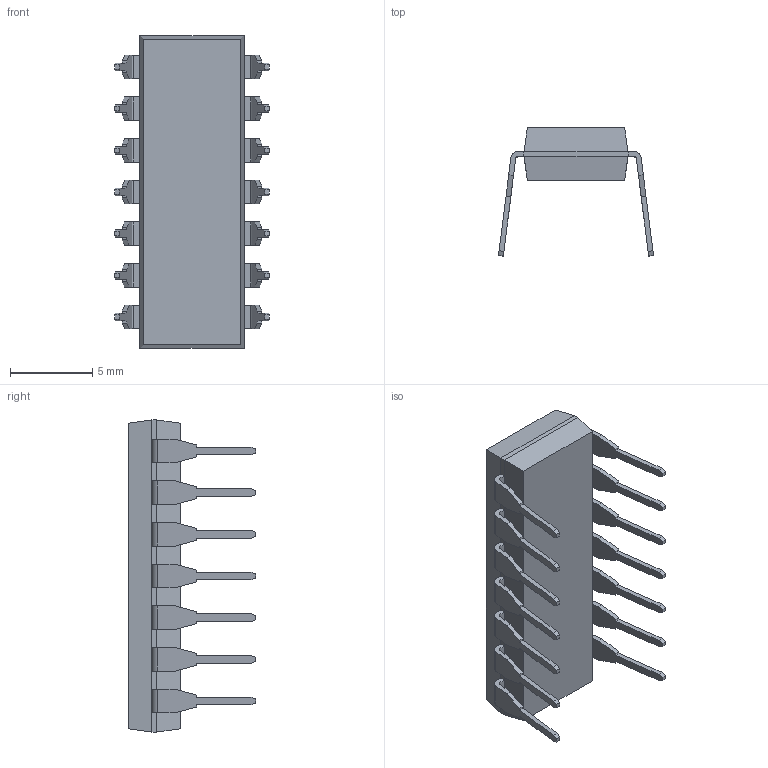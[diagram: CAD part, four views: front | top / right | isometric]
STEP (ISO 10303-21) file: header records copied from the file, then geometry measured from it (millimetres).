
FILE_DESCRIPTION (( 'STEP AP214' ), '1' );
FILE_NAME ('74HC74N,652.STEP', '2020-11-05T12:58:55', ( '' ), ( '' ), 'SwSTEP 2.0', 'SolidWorks 2017', '' );
FILE_SCHEMA (( 'AUTOMOTIVE_DESIGN' ));
Length unit declared in the file: millimetre
Products named in the file (1): 74HC74N,652
Bounding box: 9.44 x 7.8 x 19.02 mm (x, y, z)
Volume: 394.1 mm3; surface area: 605.4 mm2
Topology: 15 solids, 15 shells, 268 faces, 706 edges, 468 vertices
Faces by surface type: plane 239, cylinder 29
Entity records: 8304 total; most frequent: CARTESIAN_POINT 1449, ORIENTED_EDGE 1412, DIRECTION 1300, EDGE_CURVE 706, LINE 646, VECTOR 646, VERTEX_POINT 468, AXIS2_PLACEMENT_3D 327
